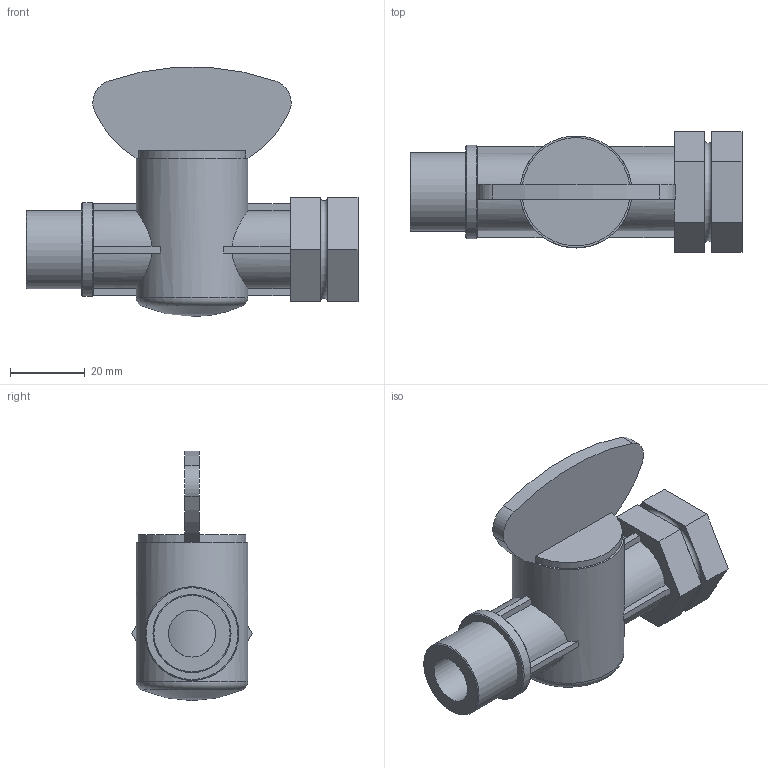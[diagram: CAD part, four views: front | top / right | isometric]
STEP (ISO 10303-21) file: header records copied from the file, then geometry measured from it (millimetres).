
FILE_DESCRIPTION(/* description */ ('PLASSON 1/4 TURN VALVE MALE THREADED X FEMALE THREADED 1/2"X1/2"'),/* implementation_level */ '2;1');
FILE_NAME(/* name */ '03012055.ipt.stp',/* time_stamp */ '2017-06-19T12:10:28+03:00',/* author */ ('KIM'),/* organization */ (''),/* preprocessor_version */ 'ST-DEVELOPER v15.6',/* originating_system */ 'Autodesk Inventor 2015',/* authorisation */ '');
FILE_SCHEMA (('AUTOMOTIVE_DESIGN { 1 0 10303 214 3 1 1 }'));
Length unit declared in the file: millimetre
Products named in the file (1): 03012055
Bounding box: 89 x 32.33 x 66.81 mm (x, y, z)
Volume: 52328.4 mm3; surface area: 16449.5 mm2
Topology: 1 solids, 1 shells, 104 faces, 255 edges, 158 vertices
Faces by surface type: plane 75, cylinder 23, cone 3, torus 2, sphere 1
Full cylindrical faces by diameter (mm): 12.592 x2, 18.631 x1, 20.955 x1, 25.146 x1, 30 x1
Entity records: 3066 total; most frequent: CARTESIAN_POINT 647, DIRECTION 512, ORIENTED_EDGE 472, EDGE_CURVE 236, AXIS2_PLACEMENT_3D 181, VERTEX_POINT 152, LINE 150, VECTOR 150
